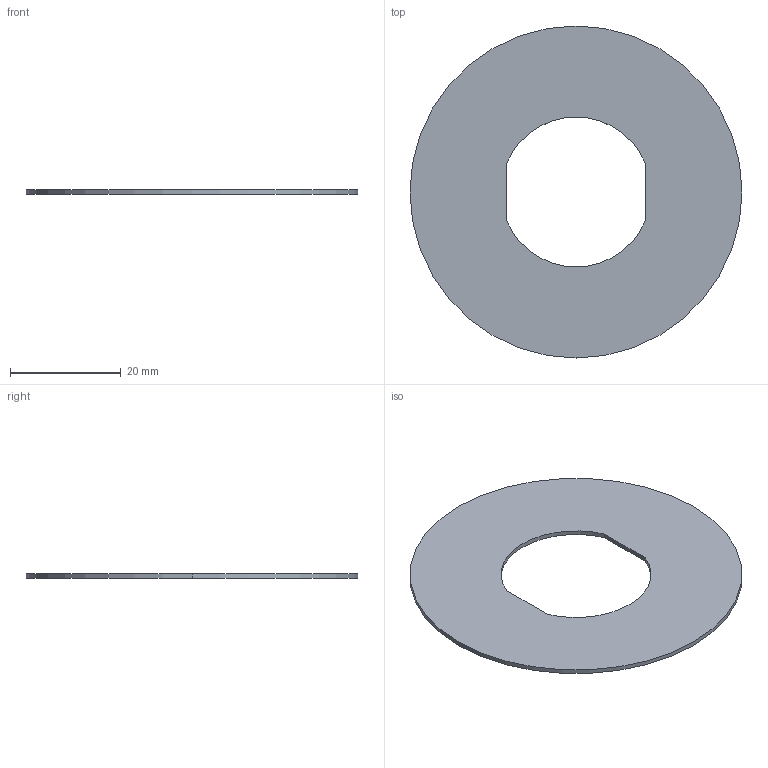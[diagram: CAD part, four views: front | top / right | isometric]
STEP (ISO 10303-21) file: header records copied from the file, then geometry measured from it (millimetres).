
FILE_DESCRIPTION((''),'2;1');
FILE_NAME('ZBY9101-3D_ASM','2020-12-30T11:31:48',('SESA231899'),('Schneider-Electric'),'CREO PARAMETRIC BY PTC INC, 2019164','CREO PARAMETRIC BY PTC INC, 2019164','');
FILE_SCHEMA(('AP242_MANAGED_MODEL_BASED_3D_ENGINEERING_MIM_LF { 1 0 10303 442 1 1 4 }'));
Length unit declared in the file: millimetre
Products named in the file (2): ZBY9101-3D_1234; ZBY9101-3D_ASM
Assembly tree (1 placements, depth 2):
  ZBY9101-3D_ASM
    ZBY9101-3D_1234
Bounding box: 60 x 60 x 0.8 mm (x, y, z)
Volume: 1812.3 mm3; surface area: 4749.2 mm2
Topology: 1 solids, 1 shells, 8 faces, 23 edges, 18 vertices
Faces by surface type: plane 4, cylinder 4
Entity records: 28344 total; most frequent: CARTESIAN_POINT 26817, POLYLINE 462, DIRECTION 121, PROPERTY_DEFINITION 93, REPRESENTATION 92, PROPERTY_DEFINITION_REPRESENTATION 92, GENERAL_PROPERTY 82, GENERAL_PROPERTY_ASSOCIATION 82
